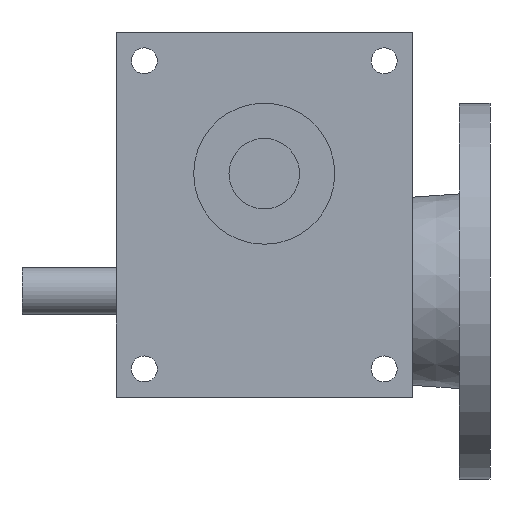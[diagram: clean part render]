
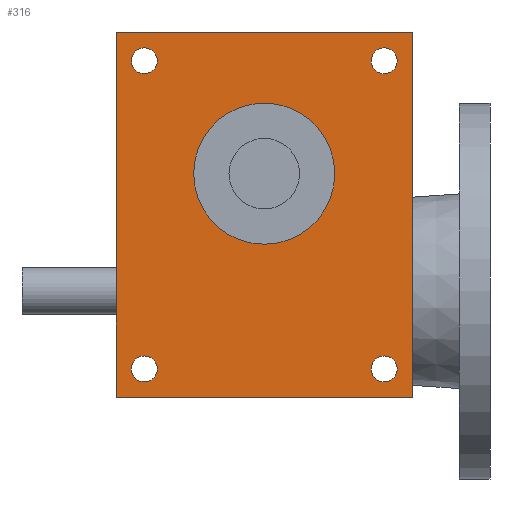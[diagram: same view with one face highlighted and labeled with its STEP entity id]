
A CAD part, front view. The second image highlights one B-rep face of the part: STEP entity #316.
In plain terms, the highlighted planar face has unit normal (0, -1, 0).
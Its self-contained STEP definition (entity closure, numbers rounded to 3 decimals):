
#316 = ADVANCED_FACE( '', ( #706, #707, #708, #709, #710, #711 ), #712, .F. );
#706 = FACE_BOUND( '', #1245, .T. );
#707 = FACE_BOUND( '', #1246, .T. );
#708 = FACE_BOUND( '', #1247, .T. );
#709 = FACE_BOUND( '', #1248, .T. );
#710 = FACE_BOUND( '', #1249, .T. );
#711 = FACE_OUTER_BOUND( '', #1250, .T. );
#712 = PLANE( '', #1251 );
#1245 = EDGE_LOOP( '', ( #1913 ) );
#1246 = EDGE_LOOP( '', ( #1914 ) );
#1247 = EDGE_LOOP( '', ( #1915 ) );
#1248 = EDGE_LOOP( '', ( #1916 ) );
#1249 = EDGE_LOOP( '', ( #1917 ) );
#1250 = EDGE_LOOP( '', ( #1918, #1919, #1920, #1921 ) );
#1251 = AXIS2_PLACEMENT_3D( '', #1922, #1923, #1924 );
#1913 = ORIENTED_EDGE( '', *, *, #3126, .T. );
#1914 = ORIENTED_EDGE( '', *, *, #3127, .T. );
#1915 = ORIENTED_EDGE( '', *, *, #3128, .T. );
#1916 = ORIENTED_EDGE( '', *, *, #3129, .T. );
#1917 = ORIENTED_EDGE( '', *, *, #3130, .T. );
#1918 = ORIENTED_EDGE( '', *, *, #3131, .T. );
#1919 = ORIENTED_EDGE( '', *, *, #3132, .F. );
#1920 = ORIENTED_EDGE( '', *, *, #3054, .F. );
#1921 = ORIENTED_EDGE( '', *, *, #3133, .T. );
#1922 = CARTESIAN_POINT( '', ( -63., -45., 77.5 ) );
#1923 = DIRECTION( '', ( 0., 1., 0. ) );
#1924 = DIRECTION( '', ( 0., 0., 1. ) );
#3054 = EDGE_CURVE( '', #3603, #3605, #3606, .T. );
#3126 = EDGE_CURVE( '', #3728, #3728, #3729, .T. );
#3127 = EDGE_CURVE( '', #3730, #3730, #3731, .T. );
#3128 = EDGE_CURVE( '', #3732, #3732, #3733, .T. );
#3129 = EDGE_CURVE( '', #3734, #3734, #3735, .T. );
#3130 = EDGE_CURVE( '', #3736, #3736, #3737, .T. );
#3131 = EDGE_CURVE( '', #3738, #3739, #3740, .T. );
#3132 = EDGE_CURVE( '', #3605, #3739, #3741, .T. );
#3133 = EDGE_CURVE( '', #3603, #3738, #3742, .T. );
#3603 = VERTEX_POINT( '', #4411 );
#3605 = VERTEX_POINT( '', #4414 );
#3606 = LINE( '', #4415, #4416 );
#3728 = VERTEX_POINT( '', #4575 );
#3729 = CIRCLE( '', #4576, 5.5 );
#3730 = VERTEX_POINT( '', #4577 );
#3731 = CIRCLE( '', #4578, 5.5 );
#3732 = VERTEX_POINT( '', #4579 );
#3733 = CIRCLE( '', #4580, 5.5 );
#3734 = VERTEX_POINT( '', #4581 );
#3735 = CIRCLE( '', #4582, 5.5 );
#3736 = VERTEX_POINT( '', #4583 );
#3737 = CIRCLE( '', #4584, 30. );
#3738 = VERTEX_POINT( '', #4585 );
#3739 = VERTEX_POINT( '', #4586 );
#3740 = LINE( '', #4587, #4588 );
#3741 = LINE( '', #4589, #4590 );
#3742 = LINE( '', #4591, #4592 );
#4411 = CARTESIAN_POINT( '', ( -63., -45., 77.5 ) );
#4414 = CARTESIAN_POINT( '', ( 63., -45., 77.5 ) );
#4415 = CARTESIAN_POINT( '', ( -63., -45., 77.5 ) );
#4416 = VECTOR( '', #5356, 1000. );
#4575 = CARTESIAN_POINT( '', ( 56.5, -45., 65.5 ) );
#4576 = AXIS2_PLACEMENT_3D( '', #5454, #5455, #5456 );
#4577 = CARTESIAN_POINT( '', ( -45.5, -45., 65.5 ) );
#4578 = AXIS2_PLACEMENT_3D( '', #5457, #5458, #5459 );
#4579 = CARTESIAN_POINT( '', ( -45.5, -45., -65.5 ) );
#4580 = AXIS2_PLACEMENT_3D( '', #5460, #5461, #5462 );
#4581 = CARTESIAN_POINT( '', ( 56.5, -45., -65.5 ) );
#4582 = AXIS2_PLACEMENT_3D( '', #5463, #5464, #5465 );
#4583 = CARTESIAN_POINT( '', ( 30., -45., 17.5 ) );
#4584 = AXIS2_PLACEMENT_3D( '', #5466, #5467, #5468 );
#4585 = CARTESIAN_POINT( '', ( -63., -45., -77.5 ) );
#4586 = CARTESIAN_POINT( '', ( 63., -45., -77.5 ) );
#4587 = CARTESIAN_POINT( '', ( -63., -45., -77.5 ) );
#4588 = VECTOR( '', #5469, 1000. );
#4589 = CARTESIAN_POINT( '', ( 63., -45., 77.5 ) );
#4590 = VECTOR( '', #5470, 1000. );
#4591 = CARTESIAN_POINT( '', ( -63., -45., 77.5 ) );
#4592 = VECTOR( '', #5471, 1000. );
#5356 = DIRECTION( '', ( 1., 0., 0. ) );
#5454 = CARTESIAN_POINT( '', ( 51., -45., 65.5 ) );
#5455 = DIRECTION( '', ( 0., 1., 0. ) );
#5456 = DIRECTION( '', ( 1., 0., 0. ) );
#5457 = CARTESIAN_POINT( '', ( -51., -45., 65.5 ) );
#5458 = DIRECTION( '', ( 0., 1., 0. ) );
#5459 = DIRECTION( '', ( 1., 0., 0. ) );
#5460 = CARTESIAN_POINT( '', ( -51., -45., -65.5 ) );
#5461 = DIRECTION( '', ( 0., 1., 0. ) );
#5462 = DIRECTION( '', ( 1., 0., 0. ) );
#5463 = CARTESIAN_POINT( '', ( 51., -45., -65.5 ) );
#5464 = DIRECTION( '', ( 0., 1., 0. ) );
#5465 = DIRECTION( '', ( 1., 0., 0. ) );
#5466 = CARTESIAN_POINT( '', ( 0., -45., 17.5 ) );
#5467 = DIRECTION( '', ( 0., 1., 0. ) );
#5468 = DIRECTION( '', ( 1., 0., 0. ) );
#5469 = DIRECTION( '', ( 1., 0., 0. ) );
#5470 = DIRECTION( '', ( 0., 0., -1. ) );
#5471 = DIRECTION( '', ( 0., 0., -1. ) );
